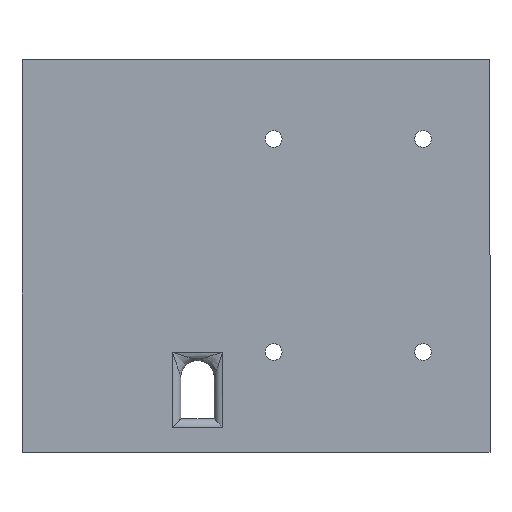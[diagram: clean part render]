
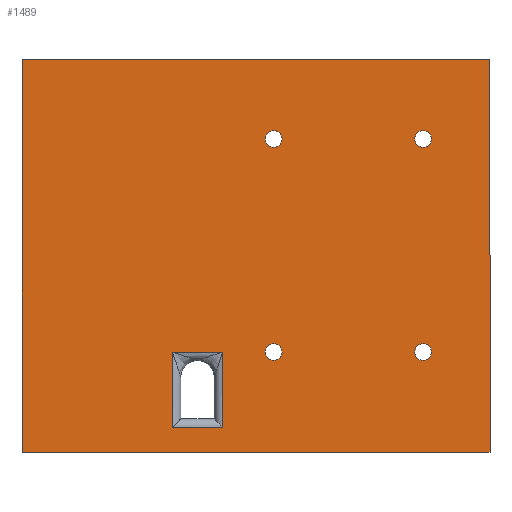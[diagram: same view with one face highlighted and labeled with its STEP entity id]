
A CAD part, top view. The second image highlights one B-rep face of the part: STEP entity #1489.
In plain terms, the highlighted planar face has unit normal (0, 0, 1).
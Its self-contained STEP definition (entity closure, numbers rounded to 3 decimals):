
#9 = EDGE_CURVE ( 'NONE', #2410, #2478, #2847, .T. ) ;
#12 = CARTESIAN_POINT ( 'NONE',  ( 30.12, -9.5, 3. ) ) ;
#14 = DIRECTION ( 'NONE',  ( 1., 0., 0. ) ) ;
#23 = CARTESIAN_POINT ( 'NONE',  ( 0., 0., 3. ) ) ;
#41 = CARTESIAN_POINT ( 'NONE',  ( 19., -44., 3. ) ) ;
#109 = VERTEX_POINT ( 'NONE', #1204 ) ;
#157 = FACE_BOUND ( 'NONE', #922, .T. ) ;
#226 = LINE ( 'NONE', #1218, #1778 ) ;
#239 = ORIENTED_EDGE ( 'NONE', *, *, #839, .F. ) ;
#244 = EDGE_CURVE ( 'NONE', #3104, #429, #1976, .T. ) ;
#279 = EDGE_LOOP ( 'NONE', ( #673, #239 ) ) ;
#287 = EDGE_CURVE ( 'NONE', #2512, #2444, #1492, .T. ) ;
#331 = CARTESIAN_POINT ( 'NONE',  ( 31.12, -35., 3. ) ) ;
#352 = EDGE_LOOP ( 'NONE', ( #2555, #1938, #3040, #2004 ) ) ;
#368 = CARTESIAN_POINT ( 'NONE',  ( 49., -9.5, 3. ) ) ;
#373 = CARTESIAN_POINT ( 'NONE',  ( 47., -35., 3. ) ) ;
#379 = VERTEX_POINT ( 'NONE', #1319 ) ;
#384 = ORIENTED_EDGE ( 'NONE', *, *, #1448, .F. ) ;
#389 = FACE_BOUND ( 'NONE', #2496, .T. ) ;
#428 = AXIS2_PLACEMENT_3D ( 'NONE', #1390, #2636, #2432 ) ;
#429 = VERTEX_POINT ( 'NONE', #2052 ) ;
#433 = LINE ( 'NONE', #2731, #2566 ) ;
#437 = CIRCLE ( 'NONE', #2256, 1. ) ;
#457 = EDGE_CURVE ( 'NONE', #2444, #109, #2261, .T. ) ;
#472 = CARTESIAN_POINT ( 'NONE',  ( 48., -9.5, 3. ) ) ;
#473 = CARTESIAN_POINT ( 'NONE',  ( 30.12, -35., 3. ) ) ;
#486 = AXIS2_PLACEMENT_3D ( 'NONE', #2398, #1649, #2622 ) ;
#532 = VECTOR ( 'NONE', #2015, 1000. ) ;
#592 = CARTESIAN_POINT ( 'NONE',  ( 30.12, -9.5, 3. ) ) ;
#609 = ORIENTED_EDGE ( 'NONE', *, *, #696, .F. ) ;
#673 = ORIENTED_EDGE ( 'NONE', *, *, #2466, .F. ) ;
#696 = EDGE_CURVE ( 'NONE', #2478, #2410, #893, .T. ) ;
#721 = VERTEX_POINT ( 'NONE', #2185 ) ;
#736 = CARTESIAN_POINT ( 'NONE',  ( 48., -9.5, 3. ) ) ;
#761 = EDGE_CURVE ( 'NONE', #789, #1841, #226, .T. ) ;
#770 = LINE ( 'NONE', #2170, #1309 ) ;
#789 = VERTEX_POINT ( 'NONE', #1190 ) ;
#837 = CARTESIAN_POINT ( 'NONE',  ( 29.12, -35., 3. ) ) ;
#839 = EDGE_CURVE ( 'NONE', #3060, #721, #2291, .T. ) ;
#857 = EDGE_LOOP ( 'NONE', ( #1739, #1760, #1433, #1918 ) ) ;
#876 = EDGE_LOOP ( 'NONE', ( #609, #1839 ) ) ;
#890 = AXIS2_PLACEMENT_3D ( 'NONE', #473, #1694, #994 ) ;
#893 = CIRCLE ( 'NONE', #2395, 1. ) ;
#895 = EDGE_CURVE ( 'NONE', #3037, #1782, #2346, .T. ) ;
#921 = EDGE_CURVE ( 'NONE', #1841, #3104, #1709, .T. ) ;
#922 = EDGE_LOOP ( 'NONE', ( #384, #932 ) ) ;
#925 = CARTESIAN_POINT ( 'NONE',  ( 29.12, -9.5, 3. ) ) ;
#932 = ORIENTED_EDGE ( 'NONE', *, *, #3013, .F. ) ;
#984 = CARTESIAN_POINT ( 'NONE',  ( 0., 0., 3. ) ) ;
#994 = DIRECTION ( 'NONE',  ( 1., 0., 0. ) ) ;
#996 = DIRECTION ( 'NONE',  ( 0., 0., 1. ) ) ;
#1007 = DIRECTION ( 'NONE',  ( 0., -1., 0. ) ) ;
#1030 = VERTEX_POINT ( 'NONE', #373 ) ;
#1086 = CARTESIAN_POINT ( 'NONE',  ( 24., -44., 3. ) ) ;
#1093 = EDGE_CURVE ( 'NONE', #109, #379, #770, .T. ) ;
#1190 = CARTESIAN_POINT ( 'NONE',  ( 56., -47., 3. ) ) ;
#1204 = CARTESIAN_POINT ( 'NONE',  ( 18., -44., 3. ) ) ;
#1218 = CARTESIAN_POINT ( 'NONE',  ( 56., 0., 3. ) ) ;
#1225 = CARTESIAN_POINT ( 'NONE',  ( 0., 0., 3. ) ) ;
#1230 = DIRECTION ( 'NONE',  ( 1., 0., 0. ) ) ;
#1240 = CARTESIAN_POINT ( 'NONE',  ( 0., -47., 3. ) ) ;
#1304 = VECTOR ( 'NONE', #1007, 1000. ) ;
#1309 = VECTOR ( 'NONE', #2638, 1000. ) ;
#1319 = CARTESIAN_POINT ( 'NONE',  ( 18., -35., 3. ) ) ;
#1390 = CARTESIAN_POINT ( 'NONE',  ( 48., -35., 3. ) ) ;
#1402 = FACE_BOUND ( 'NONE', #352, .T. ) ;
#1423 = FACE_BOUND ( 'NONE', #876, .T. ) ;
#1433 = ORIENTED_EDGE ( 'NONE', *, *, #244, .T. ) ;
#1441 = DIRECTION ( 'NONE',  ( 0., 1., 0. ) ) ;
#1448 = EDGE_CURVE ( 'NONE', #2870, #1030, #2456, .T. ) ;
#1450 = DIRECTION ( 'NONE',  ( 1., 0., 0. ) ) ;
#1478 = DIRECTION ( 'NONE',  ( 0., -1., 0. ) ) ;
#1480 = DIRECTION ( 'NONE',  ( 1., 0., 0. ) ) ;
#1486 = DIRECTION ( 'NONE',  ( 1., 0., 0. ) ) ;
#1489 = ADVANCED_FACE ( 'NONE', ( #1423, #157, #389, #2416, #1402, #3133 ), #2874, .T. ) ;
#1492 = LINE ( 'NONE', #1961, #1304 ) ;
#1514 = AXIS2_PLACEMENT_3D ( 'NONE', #12, #3159, #1725 ) ;
#1534 = DIRECTION ( 'NONE',  ( 1., 0., 0. ) ) ;
#1612 = CARTESIAN_POINT ( 'NONE',  ( 56., 0., 3. ) ) ;
#1649 = DIRECTION ( 'NONE',  ( 0., 0., 1. ) ) ;
#1694 = DIRECTION ( 'NONE',  ( 0., 0., 1. ) ) ;
#1699 = CARTESIAN_POINT ( 'NONE',  ( 47., -9.5, 3. ) ) ;
#1709 = LINE ( 'NONE', #1225, #2649 ) ;
#1711 = LINE ( 'NONE', #1240, #3019 ) ;
#1715 = CARTESIAN_POINT ( 'NONE',  ( 30.12, -35., 3. ) ) ;
#1725 = DIRECTION ( 'NONE',  ( 1., 0., 0. ) ) ;
#1739 = ORIENTED_EDGE ( 'NONE', *, *, #761, .T. ) ;
#1760 = ORIENTED_EDGE ( 'NONE', *, *, #921, .T. ) ;
#1778 = VECTOR ( 'NONE', #1441, 1000. ) ;
#1782 = VERTEX_POINT ( 'NONE', #368 ) ;
#1791 = AXIS2_PLACEMENT_3D ( 'NONE', #592, #2506, #1534 ) ;
#1839 = ORIENTED_EDGE ( 'NONE', *, *, #9, .F. ) ;
#1841 = VERTEX_POINT ( 'NONE', #1612 ) ;
#1876 = AXIS2_PLACEMENT_3D ( 'NONE', #736, #996, #1450 ) ;
#1879 = CARTESIAN_POINT ( 'NONE',  ( 24., -35., 3. ) ) ;
#1885 = CIRCLE ( 'NONE', #1791, 1. ) ;
#1904 = EDGE_CURVE ( 'NONE', #429, #789, #1711, .T. ) ;
#1918 = ORIENTED_EDGE ( 'NONE', *, *, #1904, .T. ) ;
#1923 = CARTESIAN_POINT ( 'NONE',  ( 48., -35., 3. ) ) ;
#1938 = ORIENTED_EDGE ( 'NONE', *, *, #457, .T. ) ;
#1959 = DIRECTION ( 'NONE',  ( 0., 0., 1. ) ) ;
#1961 = CARTESIAN_POINT ( 'NONE',  ( 24., -43., 3. ) ) ;
#1976 = LINE ( 'NONE', #23, #2697 ) ;
#2004 = ORIENTED_EDGE ( 'NONE', *, *, #3098, .T. ) ;
#2015 = DIRECTION ( 'NONE',  ( -1., 0., 0. ) ) ;
#2052 = CARTESIAN_POINT ( 'NONE',  ( 0., -47., 3. ) ) ;
#2060 = ORIENTED_EDGE ( 'NONE', *, *, #2337, .F. ) ;
#2073 = ORIENTED_EDGE ( 'NONE', *, *, #895, .F. ) ;
#2095 = CIRCLE ( 'NONE', #2513, 1. ) ;
#2170 = CARTESIAN_POINT ( 'NONE',  ( 18., -36., 3. ) ) ;
#2182 = DIRECTION ( 'NONE',  ( 0., 0., 1. ) ) ;
#2185 = CARTESIAN_POINT ( 'NONE',  ( 31.12, -9.5, 3. ) ) ;
#2256 = AXIS2_PLACEMENT_3D ( 'NONE', #1923, #2182, #2448 ) ;
#2261 = LINE ( 'NONE', #41, #532 ) ;
#2291 = CIRCLE ( 'NONE', #1514, 1. ) ;
#2337 = EDGE_CURVE ( 'NONE', #1782, #3037, #2095, .T. ) ;
#2346 = CIRCLE ( 'NONE', #1876, 1. ) ;
#2395 = AXIS2_PLACEMENT_3D ( 'NONE', #1715, #1959, #1230 ) ;
#2398 = CARTESIAN_POINT ( 'NONE',  ( 0., 0., 3. ) ) ;
#2410 = VERTEX_POINT ( 'NONE', #837 ) ;
#2416 = FACE_BOUND ( 'NONE', #279, .T. ) ;
#2432 = DIRECTION ( 'NONE',  ( 1., 0., 0. ) ) ;
#2444 = VERTEX_POINT ( 'NONE', #1086 ) ;
#2448 = DIRECTION ( 'NONE',  ( 1., 0., 0. ) ) ;
#2456 = CIRCLE ( 'NONE', #428, 1. ) ;
#2466 = EDGE_CURVE ( 'NONE', #721, #3060, #1885, .T. ) ;
#2478 = VERTEX_POINT ( 'NONE', #331 ) ;
#2496 = EDGE_LOOP ( 'NONE', ( #2060, #2073 ) ) ;
#2506 = DIRECTION ( 'NONE',  ( 0., 0., 1. ) ) ;
#2512 = VERTEX_POINT ( 'NONE', #1879 ) ;
#2513 = AXIS2_PLACEMENT_3D ( 'NONE', #472, #2677, #1480 ) ;
#2555 = ORIENTED_EDGE ( 'NONE', *, *, #287, .T. ) ;
#2566 = VECTOR ( 'NONE', #1486, 1000. ) ;
#2622 = DIRECTION ( 'NONE',  ( 1., 0., 0. ) ) ;
#2636 = DIRECTION ( 'NONE',  ( 0., 0., 1. ) ) ;
#2638 = DIRECTION ( 'NONE',  ( 0., 1., 0. ) ) ;
#2649 = VECTOR ( 'NONE', #3194, 1000. ) ;
#2677 = DIRECTION ( 'NONE',  ( 0., 0., 1. ) ) ;
#2697 = VECTOR ( 'NONE', #1478, 1000. ) ;
#2731 = CARTESIAN_POINT ( 'NONE',  ( 23., -35., 3. ) ) ;
#2847 = CIRCLE ( 'NONE', #890, 1. ) ;
#2870 = VERTEX_POINT ( 'NONE', #2896 ) ;
#2874 = PLANE ( 'NONE',  #486 ) ;
#2896 = CARTESIAN_POINT ( 'NONE',  ( 49., -35., 3. ) ) ;
#3013 = EDGE_CURVE ( 'NONE', #1030, #2870, #437, .T. ) ;
#3019 = VECTOR ( 'NONE', #14, 1000. ) ;
#3037 = VERTEX_POINT ( 'NONE', #1699 ) ;
#3040 = ORIENTED_EDGE ( 'NONE', *, *, #1093, .T. ) ;
#3060 = VERTEX_POINT ( 'NONE', #925 ) ;
#3098 = EDGE_CURVE ( 'NONE', #379, #2512, #433, .T. ) ;
#3104 = VERTEX_POINT ( 'NONE', #984 ) ;
#3133 = FACE_OUTER_BOUND ( 'NONE', #857, .T. ) ;
#3159 = DIRECTION ( 'NONE',  ( 0., 0., 1. ) ) ;
#3194 = DIRECTION ( 'NONE',  ( -1., 0., 0. ) ) ;
